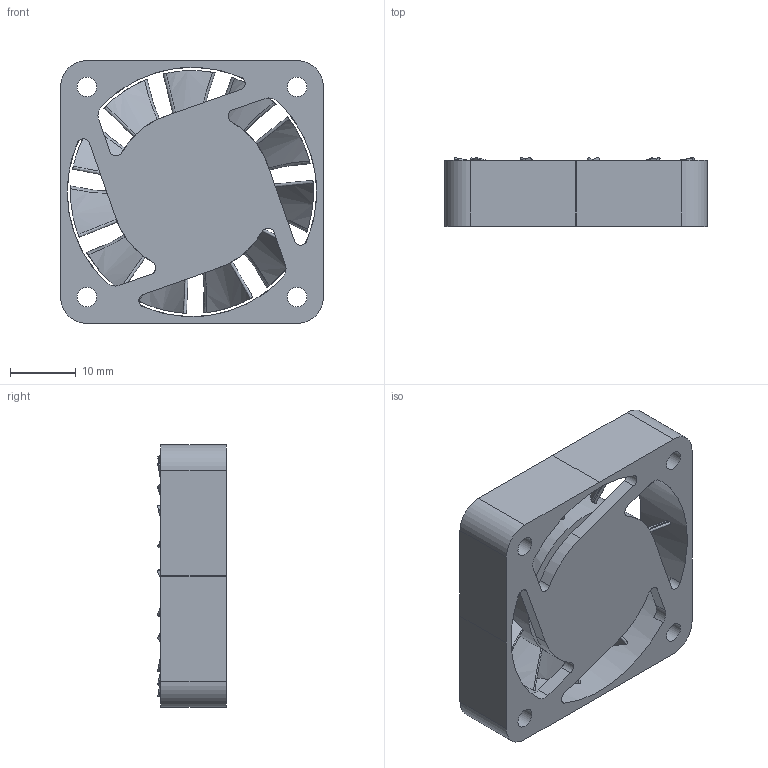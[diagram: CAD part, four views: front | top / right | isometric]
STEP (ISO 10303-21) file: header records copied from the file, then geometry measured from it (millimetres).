
FILE_DESCRIPTION(/* description */ (''),/* implementation_level */ '2;1');
FILE_NAME(/* name */ 'model.step',/* time_stamp */ '2021-08-25T05:23:55+07:00',/* author */ (''),/* organization */ (''),/* preprocessor_version */ 'ST-DEVELOPER v18.1',/* originating_system */ 'Autodesk Translation Framework v10.10.0.1391',/* authorisation */ '');
FILE_SCHEMA (('AUTOMOTIVE_DESIGN { 1 0 10303 214 3 1 1 }'));
Length unit declared in the file: millimetre
Products named in the file (1): 40mm fan
Bounding box: 40 x 10.47 x 40 mm (x, y, z)
Volume: 8257.5 mm3; surface area: 9296 mm2
Topology: 2 solids, 2 shells, 219 faces, 608 edges, 398 vertices
Faces by surface type: cylinder 126, plane 48, bspline 44, torus 1
Full cylindrical faces by diameter (mm): 3 x4, 24.5 x1, 38 x1
Entity records: 11154 total; most frequent: CARTESIAN_POINT 5820, ORIENTED_EDGE 1216, DIRECTION 966, EDGE_CURVE 608, VERTEX_POINT 398, AXIS2_PLACEMENT_3D 393, EDGE_LOOP 240, FACE_OUTER_BOUND 219
